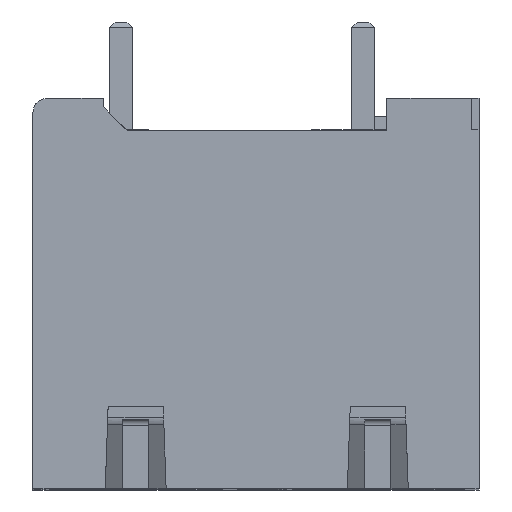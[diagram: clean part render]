
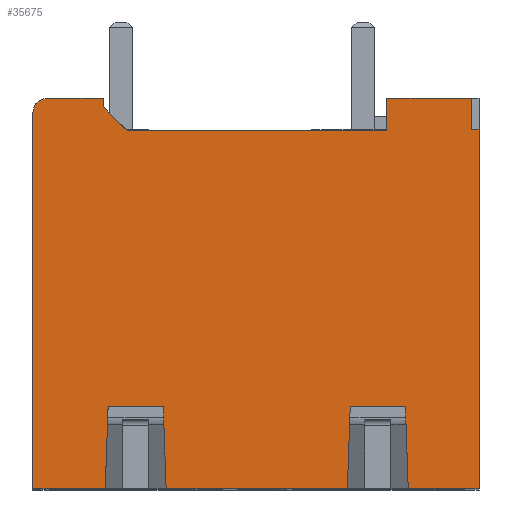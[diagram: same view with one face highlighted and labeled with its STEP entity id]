
A CAD part, top view. The second image highlights one B-rep face of the part: STEP entity #35675.
In plain terms, the highlighted planar face has unit normal (0, 0, 1).
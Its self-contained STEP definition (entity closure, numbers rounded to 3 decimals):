
#390=DIRECTION('',(0.,1.,0.));
#391=VECTOR('',#390,0.295);
#392=CARTESIAN_POINT('',(-0.605,13.005,2.2));
#393=LINE('',#392,#391);
#402=DIRECTION('',(-1.,0.,0.));
#403=VECTOR('',#402,1.895);
#404=CARTESIAN_POINT('',(-0.605,13.3,2.2));
#405=LINE('',#404,#403);
#1323=DIRECTION('',(1.,0.,0.));
#1324=VECTOR('',#1323,2.462);
#1325=CARTESIAN_POINT('',(-3.,0.,2.2));
#1326=LINE('',#1325,#1324);
#1339=DIRECTION('',(1.,0.,0.));
#1340=VECTOR('',#1339,6.175);
#1341=CARTESIAN_POINT('',(1.537,0.,2.2));
#1342=LINE('',#1341,#1340);
#1355=DIRECTION('',(1.,0.,0.));
#1356=VECTOR('',#1355,2.413);
#1357=CARTESIAN_POINT('',(9.787,0.,2.2));
#1358=LINE('',#1357,#1356);
#7827=DIRECTION('',(-1.,0.,0.));
#7828=VECTOR('',#7827,2.878);
#7829=CARTESIAN_POINT('',(11.938,13.3,2.2));
#7830=LINE('',#7829,#7828);
#7851=DIRECTION('',(0.,-1.,0.));
#7852=VECTOR('',#7851,1.107);
#7853=CARTESIAN_POINT('',(9.059,13.3,2.2));
#7854=LINE('',#7853,#7852);
#8087=DIRECTION('',(-1.,0.,0.));
#8088=VECTOR('',#8087,8.853);
#8089=CARTESIAN_POINT('',(9.059,12.193,2.2));
#8090=LINE('',#8089,#8088);
#11845=DIRECTION('',(0.,-1.,0.));
#11846=VECTOR('',#11845,12.25);
#11847=CARTESIAN_POINT('',(12.2,12.25,2.2));
#11848=LINE('',#11847,#11846);
#11849=DIRECTION('',(-0.035,0.999,0.));
#11850=VECTOR('',#11849,2.802);
#11851=CARTESIAN_POINT('',(9.787,0.,2.2));
#11852=LINE('',#11851,#11850);
#11853=DIRECTION('',(-1.,0.,0.));
#11854=VECTOR('',#11853,1.879);
#11855=CARTESIAN_POINT('',(9.69,2.8,2.2));
#11856=LINE('',#11855,#11854);
#11857=DIRECTION('',(-0.035,-0.999,0.));
#11858=VECTOR('',#11857,2.802);
#11859=CARTESIAN_POINT('',(7.811,2.8,2.2));
#11860=LINE('',#11859,#11858);
#11861=DIRECTION('',(-0.035,0.999,0.));
#11862=VECTOR('',#11861,2.802);
#11863=CARTESIAN_POINT('',(1.537,0.,2.2));
#11864=LINE('',#11863,#11862);
#11865=DIRECTION('',(-1.,0.,0.));
#11866=VECTOR('',#11865,1.879);
#11867=CARTESIAN_POINT('',(1.44,2.8,2.2));
#11868=LINE('',#11867,#11866);
#11869=DIRECTION('',(-0.035,-0.999,0.));
#11870=VECTOR('',#11869,2.802);
#11871=CARTESIAN_POINT('',(-0.439,2.8,
2.2));
#11872=LINE('',#11871,#11870);
#11873=DIRECTION('',(0.,1.,0.));
#11874=VECTOR('',#11873,12.8);
#11875=CARTESIAN_POINT('',(-3.,0.,2.2));
#11876=LINE('',#11875,#11874);
#11877=CARTESIAN_POINT('',(-2.5,12.8,2.2));
#11878=DIRECTION('',(0.,0.,-1.));
#11879=DIRECTION('',(-1.,0.,0.));
#11880=AXIS2_PLACEMENT_3D('',#11877,#11878,#11879);
#11882=DIRECTION('',(0.707,-0.707,0.));
#11883=VECTOR('',#11882,1.149);
#11884=CARTESIAN_POINT('',(-0.605,13.005,2.2));
#11885=LINE('',#11884,#11883);
#11886=DIRECTION('',(1.,0.,0.));
#11887=VECTOR('',#11886,0.262);
#11888=CARTESIAN_POINT('',(11.938,12.25,2.2));
#11889=LINE('',#11888,#11887);
#12522=DIRECTION('',(0.,1.,0.));
#12523=VECTOR('',#12522,1.05);
#12524=CARTESIAN_POINT('',(11.938,12.25,2.2));
#12525=LINE('',#12524,#12523);
#14411=CARTESIAN_POINT('',(12.2,12.25,2.2));
#14413=VERTEX_POINT('',#14411);
#14418=CARTESIAN_POINT('',(11.938,13.3,2.2));
#14419=VERTEX_POINT('',#14418);
#14420=CARTESIAN_POINT('',(9.059,13.3,2.2));
#14421=VERTEX_POINT('',#14420);
#14422=CARTESIAN_POINT('',(9.059,12.193,2.2));
#14423=VERTEX_POINT('',#14422);
#14472=CARTESIAN_POINT('',(0.207,12.193,2.2));
#14473=VERTEX_POINT('',#14472);
#14518=CARTESIAN_POINT('',(-0.605,13.005,2.2));
#14519=VERTEX_POINT('',#14518);
#14520=CARTESIAN_POINT('',(-0.605,13.3,2.2));
#14521=VERTEX_POINT('',#14520);
#14522=CARTESIAN_POINT('',(-2.5,13.3,2.2));
#14523=VERTEX_POINT('',#14522);
#14545=CARTESIAN_POINT('',(-3.,12.8,2.2));
#14546=VERTEX_POINT('',#14545);
#14547=CARTESIAN_POINT('',(11.938,12.25,2.2));
#14548=VERTEX_POINT('',#14547);
#14667=CARTESIAN_POINT('',(-0.439,2.8,
2.2));
#14668=CARTESIAN_POINT('',(-0.538,0.,2.2));
#14669=VERTEX_POINT('',#14667);
#14670=VERTEX_POINT('',#14668);
#14671=CARTESIAN_POINT('',(1.537,0.,2.2));
#14672=CARTESIAN_POINT('',(1.44,2.8,2.2));
#14673=VERTEX_POINT('',#14671);
#14674=VERTEX_POINT('',#14672);
#14675=CARTESIAN_POINT('',(7.811,2.8,2.2));
#14676=CARTESIAN_POINT('',(7.712,0.,2.2));
#14677=VERTEX_POINT('',#14675);
#14678=VERTEX_POINT('',#14676);
#14679=CARTESIAN_POINT('',(9.787,0.,2.2));
#14680=CARTESIAN_POINT('',(9.69,2.8,2.2));
#14681=VERTEX_POINT('',#14679);
#14682=VERTEX_POINT('',#14680);
#14683=CARTESIAN_POINT('',(-3.,0.,2.2));
#14684=VERTEX_POINT('',#14683);
#14685=CARTESIAN_POINT('',(12.2,0.,2.2));
#14686=VERTEX_POINT('',#14685);
#35637=CARTESIAN_POINT('',(0.,0.,2.2));
#35638=DIRECTION('',(0.,0.,1.));
#35639=DIRECTION('',(1.,0.,0.));
#35640=AXIS2_PLACEMENT_3D('',#35637,#35638,#35639);
#35641=PLANE('',#35640);
#35642=ORIENTED_EDGE('',*,*,#29755,.T.);
#35643=ORIENTED_EDGE('',*,*,#19116,.F.);
#35645=ORIENTED_EDGE('',*,*,#35644,.T.);
#35647=ORIENTED_EDGE('',*,*,#35646,.T.);
#35649=ORIENTED_EDGE('',*,*,#35648,.T.);
#35650=ORIENTED_EDGE('',*,*,#19108,.F.);
#35652=ORIENTED_EDGE('',*,*,#35651,.T.);
#35654=ORIENTED_EDGE('',*,*,#35653,.T.);
#35656=ORIENTED_EDGE('',*,*,#35655,.T.);
#35657=ORIENTED_EDGE('',*,*,#19100,.F.);
#35659=ORIENTED_EDGE('',*,*,#35658,.T.);
#35661=ORIENTED_EDGE('',*,*,#35660,.T.);
#35662=ORIENTED_EDGE('',*,*,#18866,.F.);
#35663=ORIENTED_EDGE('',*,*,#18847,.F.);
#35665=ORIENTED_EDGE('',*,*,#35664,.T.);
#35666=ORIENTED_EDGE('',*,*,#30339,.F.);
#35667=ORIENTED_EDGE('',*,*,#29895,.F.);
#35668=ORIENTED_EDGE('',*,*,#29872,.F.);
#35670=ORIENTED_EDGE('',*,*,#35669,.F.);
#35672=ORIENTED_EDGE('',*,*,#35671,.T.);
#35673=EDGE_LOOP('',(#35642,#35643,#35645,#35647,#35649,#35650,#35652,#35654,
#35656,#35657,#35659,#35661,#35662,#35663,#35665,#35666,#35667,#35668,#35670,
#35672));
#35674=FACE_OUTER_BOUND('',#35673,.F.);
#11881=CIRCLE('',#11880,0.5);
#18847=EDGE_CURVE('',#14519,#14521,#393,.T.);
#18866=EDGE_CURVE('',#14521,#14523,#405,.T.);
#19100=EDGE_CURVE('',#14684,#14670,#1326,.T.);
#19108=EDGE_CURVE('',#14673,#14678,#1342,.T.);
#19116=EDGE_CURVE('',#14681,#14686,#1358,.T.);
#29755=EDGE_CURVE('',#14413,#14686,#11848,.T.);
#29872=EDGE_CURVE('',#14419,#14421,#7830,.T.);
#29895=EDGE_CURVE('',#14421,#14423,#7854,.T.);
#30339=EDGE_CURVE('',#14423,#14473,#8090,.T.);
#35644=EDGE_CURVE('',#14681,#14682,#11852,.T.);
#35646=EDGE_CURVE('',#14682,#14677,#11856,.T.);
#35648=EDGE_CURVE('',#14677,#14678,#11860,.T.);
#35651=EDGE_CURVE('',#14673,#14674,#11864,.T.);
#35653=EDGE_CURVE('',#14674,#14669,#11868,.T.);
#35655=EDGE_CURVE('',#14669,#14670,#11872,.T.);
#35658=EDGE_CURVE('',#14684,#14546,#11876,.T.);
#35660=EDGE_CURVE('',#14546,#14523,#11881,.T.);
#35664=EDGE_CURVE('',#14519,#14473,#11885,.T.);
#35669=EDGE_CURVE('',#14548,#14419,#12525,.T.);
#35671=EDGE_CURVE('',#14548,#14413,#11889,.T.);
#35675=ADVANCED_FACE('',(#35674),#35641,.T.);
